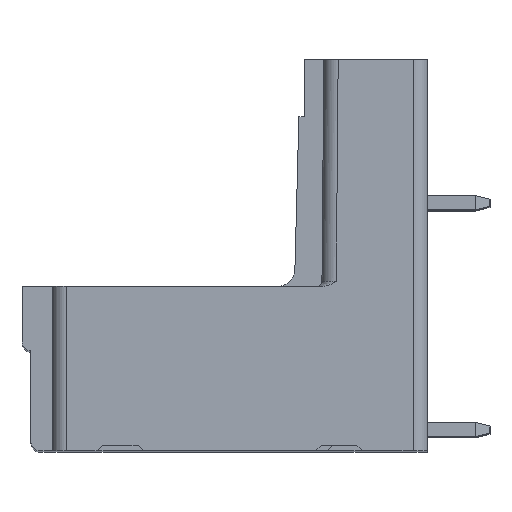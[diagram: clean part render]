
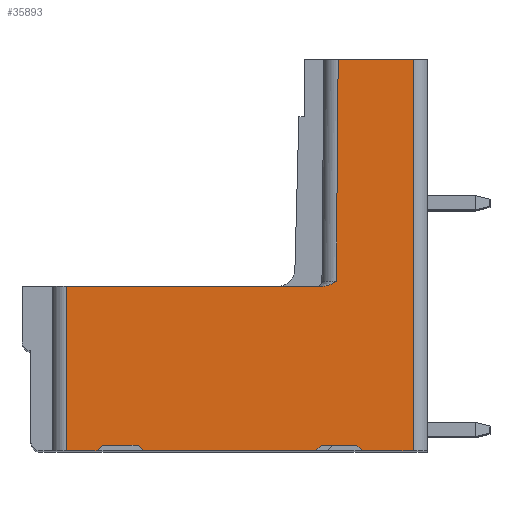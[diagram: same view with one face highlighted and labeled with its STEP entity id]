
A CAD part, top view. The second image highlights one B-rep face of the part: STEP entity #35893.
In plain terms, the highlighted planar face has unit normal (0, 0, 1).
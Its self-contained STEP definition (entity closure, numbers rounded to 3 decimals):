
#4257=DIRECTION('',(1.,0.,0.));
#4258=VECTOR('',#4257,1.7);
#4259=CARTESIAN_POINT('',(-20.194,0.,
-69.303));
#4260=LINE('',#4259,#4258);
#4281=DIRECTION('',(1.,0.,0.));
#4282=VECTOR('',#4281,9.65);
#4283=CARTESIAN_POINT('',(-15.894,0.,
-69.303));
#4284=LINE('',#4283,#4282);
#5134=DIRECTION('',(-1.,0.,0.));
#5135=VECTOR('',#5134,14.337);
#5136=CARTESIAN_POINT('',(-5.857,9.2,
-69.303));
#5137=LINE('',#5136,#5135);
#5455=CARTESIAN_POINT('',(-5.857,9.2,
-69.303));
#5456=CARTESIAN_POINT('',(-5.826,9.2,
-69.303));
#5457=CARTESIAN_POINT('',(-5.76,9.204,
-69.303));
#5458=CARTESIAN_POINT('',(-5.649,9.226,
-69.303));
#5459=CARTESIAN_POINT('',(-5.528,9.266,
-69.303));
#5460=CARTESIAN_POINT('',(-5.398,9.326,
-69.303));
#5461=CARTESIAN_POINT('',(-5.257,9.404,
-69.303));
#5462=CARTESIAN_POINT('',(-5.155,9.467,
-69.303));
#5463=CARTESIAN_POINT('',(-5.102,9.5,
-69.303));
#5465=DIRECTION('',(0.009,1.,0.));
#5466=VECTOR('',#5465,12.4);
#5467=CARTESIAN_POINT('',(-5.102,9.5,
-69.303));
#5468=LINE('',#5467,#5466);
#5469=DIRECTION('',(-1.,0.,0.));
#5470=VECTOR('',#5469,2.85);
#5471=CARTESIAN_POINT('',(-0.794,0.,
-69.303));
#5472=LINE('',#5471,#5470);
#5473=DIRECTION('',(-0.707,0.707,0.));
#5474=VECTOR('',#5473,0.424);
#5475=CARTESIAN_POINT('',(-3.644,0.,
-69.303));
#5476=LINE('',#5475,#5474);
#5477=DIRECTION('',(-1.,0.,0.));
#5478=VECTOR('',#5477,2.);
#5479=CARTESIAN_POINT('',(-3.944,0.3,
-69.303));
#5480=LINE('',#5479,#5478);
#5481=DIRECTION('',(-0.707,-0.707,0.));
#5482=VECTOR('',#5481,0.424);
#5483=CARTESIAN_POINT('',(-5.944,0.3,
-69.303));
#5484=LINE('',#5483,#5482);
#5485=DIRECTION('',(-0.707,0.707,0.));
#5486=VECTOR('',#5485,0.424);
#5487=CARTESIAN_POINT('',(-15.894,0.,
-69.303));
#5488=LINE('',#5487,#5486);
#5489=DIRECTION('',(-1.,0.,0.));
#5490=VECTOR('',#5489,2.);
#5491=CARTESIAN_POINT('',(-16.194,0.3,
-69.303));
#5492=LINE('',#5491,#5490);
#5493=DIRECTION('',(-0.707,-0.707,0.));
#5494=VECTOR('',#5493,0.424);
#5495=CARTESIAN_POINT('',(-18.194,0.3,
-69.303));
#5496=LINE('',#5495,#5494);
#5497=CARTESIAN_POINT('',(-5.857,9.2,
-69.303));
#5809=DIRECTION('',(-1.,0.,0.));
#5810=VECTOR('',#5809,4.2);
#5811=CARTESIAN_POINT('',(-0.794,21.9,-69.303));
#5812=LINE('',#5811,#5810);
#14413=DIRECTION('',(0.,1.,0.));
#14414=VECTOR('',#14413,21.9);
#14415=CARTESIAN_POINT('',(-0.794,0.,
-69.303));
#14416=LINE('',#14415,#14414);
#14438=DIRECTION('',(0.,-1.,0.));
#14439=VECTOR('',#14438,9.2);
#14440=CARTESIAN_POINT('',(-20.194,9.2,-69.303));
#14441=LINE('',#14440,#14439);
#22672=VERTEX_POINT('',#5497);
#22673=CARTESIAN_POINT('',(-20.194,9.2,-69.303));
#22674=VERTEX_POINT('',#22673);
#22725=CARTESIAN_POINT('',(-0.794,21.9,-69.303));
#22726=VERTEX_POINT('',#22725);
#22727=CARTESIAN_POINT('',(-4.994,21.9,-69.303));
#22728=VERTEX_POINT('',#22727);
#23094=CARTESIAN_POINT('',(-20.194,0.,
-69.303));
#23095=VERTEX_POINT('',#23094);
#23096=CARTESIAN_POINT('',(-18.494,0.,
-69.303));
#23097=VERTEX_POINT('',#23096);
#23110=CARTESIAN_POINT('',(-15.894,0.,
-69.303));
#23111=VERTEX_POINT('',#23110);
#23112=CARTESIAN_POINT('',(-6.244,0.,
-69.303));
#23113=VERTEX_POINT('',#23112);
#23118=CARTESIAN_POINT('',(-3.644,0.,
-69.303));
#23119=VERTEX_POINT('',#23118);
#23120=CARTESIAN_POINT('',(-0.794,0.,
-69.303));
#23121=VERTEX_POINT('',#23120);
#23214=VERTEX_POINT('',#5463);
#23215=CARTESIAN_POINT('',(-3.944,0.3,
-69.303));
#23216=VERTEX_POINT('',#23215);
#23217=CARTESIAN_POINT('',(-5.944,0.3,
-69.303));
#23218=VERTEX_POINT('',#23217);
#23219=CARTESIAN_POINT('',(-16.194,0.3,
-69.303));
#23220=VERTEX_POINT('',#23219);
#23221=CARTESIAN_POINT('',(-18.194,0.3,
-69.303));
#23222=VERTEX_POINT('',#23221);
#35863=CARTESIAN_POINT('',(-6.202,9.5,-69.303));
#35864=DIRECTION('',(0.,0.,1.));
#35865=DIRECTION('',(-1.,0.,0.));
#35866=AXIS2_PLACEMENT_3D('',#35863,#35864,#35865);
#35867=PLANE('',#35866);
#35868=ORIENTED_EDGE('',*,*,#35060,.F.);
#35870=ORIENTED_EDGE('',*,*,#35869,.T.);
#35872=ORIENTED_EDGE('',*,*,#35871,.T.);
#35874=ORIENTED_EDGE('',*,*,#35873,.F.);
#35876=ORIENTED_EDGE('',*,*,#35875,.F.);
#35877=ORIENTED_EDGE('',*,*,#34166,.T.);
#35879=ORIENTED_EDGE('',*,*,#35878,.T.);
#35881=ORIENTED_EDGE('',*,*,#35880,.T.);
#35883=ORIENTED_EDGE('',*,*,#35882,.T.);
#35884=ORIENTED_EDGE('',*,*,#34142,.F.);
#35885=ORIENTED_EDGE('',*,*,#35830,.T.);
#35886=ORIENTED_EDGE('',*,*,#35844,.T.);
#35887=ORIENTED_EDGE('',*,*,#35857,.T.);
#35888=ORIENTED_EDGE('',*,*,#34126,.F.);
#35890=ORIENTED_EDGE('',*,*,#35889,.F.);
#35891=EDGE_LOOP('',(#35868,#35870,#35872,#35874,#35876,#35877,#35879,#35881,
#35883,#35884,#35885,#35886,#35887,#35888,#35890));
#35892=FACE_OUTER_BOUND('',#35891,.F.);
#35893=ADVANCED_FACE('',(#35892),#35867,.T.);
#5464=B_SPLINE_CURVE_WITH_KNOTS('',3,(#5455,#5456,#5457,#5458,#5459,#5460,#5461,
#5462,#5463),.UNSPECIFIED.,.F.,.F.,(4,1,1,1,1,1,4),(0.,0.167,
0.333,0.5,0.667,0.833,1.),
.UNSPECIFIED.);
#34126=EDGE_CURVE('',#23095,#23097,#4260,.T.);
#34142=EDGE_CURVE('',#23111,#23113,#4284,.T.);
#34166=EDGE_CURVE('',#23121,#23119,#5472,.T.);
#35060=EDGE_CURVE('',#22672,#22674,#5137,.T.);
#35830=EDGE_CURVE('',#23111,#23220,#5488,.T.);
#35844=EDGE_CURVE('',#23220,#23222,#5492,.T.);
#35857=EDGE_CURVE('',#23222,#23097,#5496,.T.);
#35869=EDGE_CURVE('',#22672,#23214,#5464,.T.);
#35871=EDGE_CURVE('',#23214,#22728,#5468,.T.);
#35873=EDGE_CURVE('',#22726,#22728,#5812,.T.);
#35875=EDGE_CURVE('',#23121,#22726,#14416,.T.);
#35878=EDGE_CURVE('',#23119,#23216,#5476,.T.);
#35880=EDGE_CURVE('',#23216,#23218,#5480,.T.);
#35882=EDGE_CURVE('',#23218,#23113,#5484,.T.);
#35889=EDGE_CURVE('',#22674,#23095,#14441,.T.);
